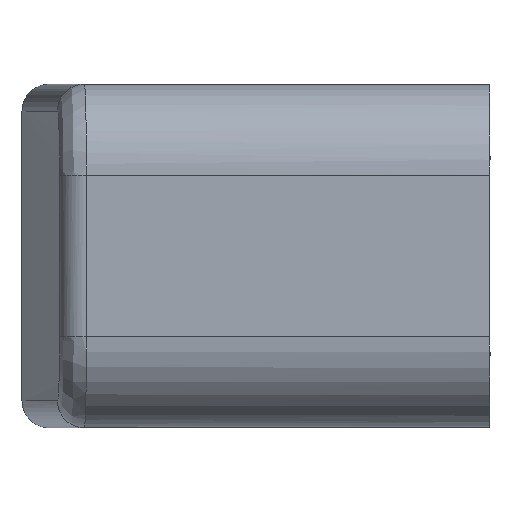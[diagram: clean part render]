
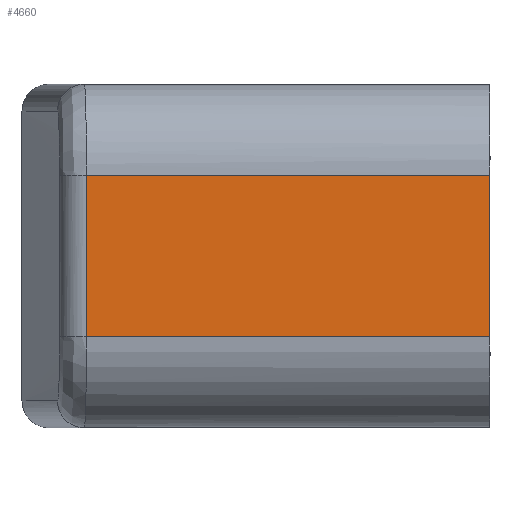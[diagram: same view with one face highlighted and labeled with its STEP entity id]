
A CAD part, left-side view. The second image highlights one B-rep face of the part: STEP entity #4660.
In plain terms, the highlighted planar face has unit normal (-1, 0, 0).
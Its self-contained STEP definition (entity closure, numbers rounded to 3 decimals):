
#4270=CARTESIAN_POINT('',(-116.,0.,0.));
#4280=DIRECTION('',(1.,0.,0.));
#4290=DIRECTION('',(0.,-1.,0.));
#4300=AXIS2_PLACEMENT_3D('',#4270,#4280,#4290);
#4310=PLANE('',#4300);
#4320=CARTESIAN_POINT('',(-116.,0.,3.75));
#4330=DIRECTION('',(0.,-1.,0.));
#4340=VECTOR('',#4330,1.);
#4350=LINE('',#4320,#4340);
#4360=CARTESIAN_POINT('',(-116.,18.792,3.75));
#4370=VERTEX_POINT('',#4360);
#4380=CARTESIAN_POINT('',(-116.,0.,3.75));
#4390=VERTEX_POINT('',#4380);
#4400=EDGE_CURVE('',#4370,#4390,#4350,.T.);
#4410=ORIENTED_EDGE('',*,*,#4400,.F.);
#4420=CARTESIAN_POINT('',(-116.,0.,0.));
#4430=DIRECTION('',(0.,0.,-1.));
#4440=VECTOR('',#4430,1.);
#4450=LINE('',#4420,#4440);
#4460=CARTESIAN_POINT('',(-116.,0.,-3.75));
#4470=VERTEX_POINT('',#4460);
#4480=EDGE_CURVE('',#4390,#4470,#4450,.T.);
#4490=ORIENTED_EDGE('',*,*,#4480,.F.);
#4500=CARTESIAN_POINT('',(-116.,0.,-3.75));
#4510=DIRECTION('',(0.,-1.,0.));
#4520=VECTOR('',#4510,1.);
#4530=LINE('',#4500,#4520);
#4540=CARTESIAN_POINT('',(-116.,18.792,-3.75));
#4550=VERTEX_POINT('',#4540);
#4560=EDGE_CURVE('',#4550,#4470,#4530,.T.);
#4570=ORIENTED_EDGE('',*,*,#4560,.T.);
#4580=CARTESIAN_POINT('',(-116.,18.792,0.));
#4590=DIRECTION('',(0.,0.,-1.));
#4600=VECTOR('',#4590,1.);
#4610=LINE('',#4580,#4600);
#4620=EDGE_CURVE('',#4370,#4550,#4610,.T.);
#4630=ORIENTED_EDGE('',*,*,#4620,.T.);
#4640=EDGE_LOOP('',(#4630,#4570,#4490,#4410));
#4650=FACE_OUTER_BOUND('',#4640,.T.);
#4660=ADVANCED_FACE('',(#4650),#4310,.F.);
